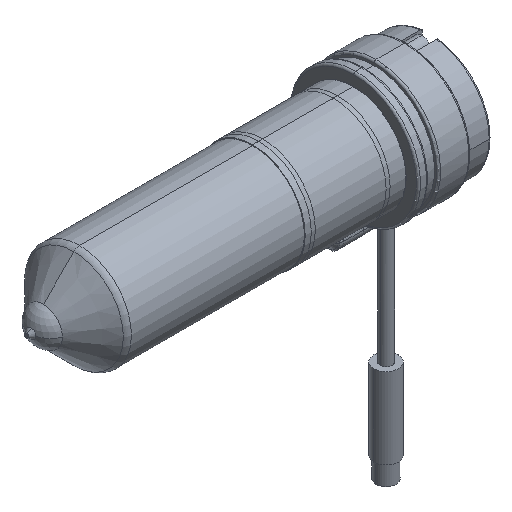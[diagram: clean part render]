
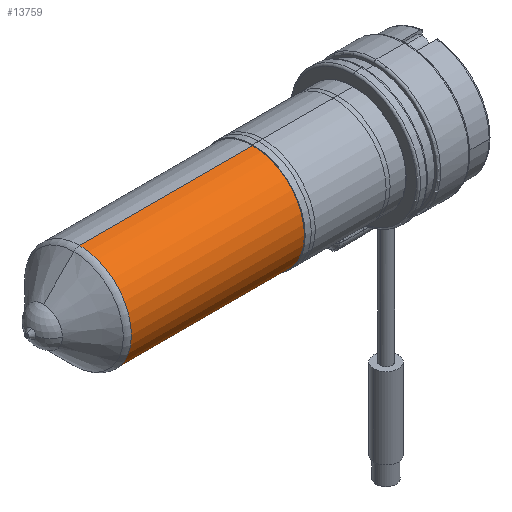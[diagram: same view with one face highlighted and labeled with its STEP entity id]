
A CAD part, isometric view. The second image highlights one B-rep face of the part: STEP entity #13759.
In plain terms, the highlighted cylindrical face has radius 12.8 mm (diameter 25.6 mm), a partial arc.
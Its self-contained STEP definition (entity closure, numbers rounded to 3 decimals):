
#624 = EDGE_CURVE ( 'NONE', #848, #3882, #6149, .T. ) ;
#848 = VERTEX_POINT ( 'NONE', #4670 ) ;
#925 = VECTOR ( 'NONE', #8606, 1000. ) ;
#1300 = CARTESIAN_POINT ( 'NONE',  ( 0., 67.8, -12.8 ) ) ;
#1469 = CARTESIAN_POINT ( 'NONE',  ( 0., 67.8, 12.8 ) ) ;
#1881 = ORIENTED_EDGE ( 'NONE', *, *, #624, .F. ) ;
#2085 = FACE_OUTER_BOUND ( 'NONE', #3730, .T. ) ;
#2102 = ORIENTED_EDGE ( 'NONE', *, *, #4096, .T. ) ;
#2164 = EDGE_CURVE ( 'NONE', #11174, #9888, #8821, .T. ) ;
#2438 = EDGE_CURVE ( 'NONE', #11174, #848, #4502, .T. ) ;
#2617 = DIRECTION ( 'NONE',  ( 0., -1., 0. ) ) ;
#2745 = CARTESIAN_POINT ( 'NONE',  ( 0., 25., -12.8 ) ) ;
#2992 = DIRECTION ( 'NONE',  ( 0., -1., 0. ) ) ;
#3224 = CARTESIAN_POINT ( 'NONE',  ( 0., 0., 12.8 ) ) ;
#3730 = EDGE_LOOP ( 'NONE', ( #10589, #9069, #2102, #1881 ) ) ;
#3882 = VERTEX_POINT ( 'NONE', #2745 ) ;
#4096 = EDGE_CURVE ( 'NONE', #9888, #3882, #5115, .T. ) ;
#4458 = AXIS2_PLACEMENT_3D ( 'NONE', #8310, #2992, #9434 ) ;
#4502 = LINE ( 'NONE', #3224, #6638 ) ;
#4670 = CARTESIAN_POINT ( 'NONE',  ( 0., 25., 12.8 ) ) ;
#4795 = DIRECTION ( 'NONE',  ( 0., -1., 0. ) ) ;
#5115 = LINE ( 'NONE', #8659, #925 ) ;
#5405 = DIRECTION ( 'NONE',  ( 0., -1., 0. ) ) ;
#5986 = CARTESIAN_POINT ( 'NONE',  ( 0., 67.8, 0. ) ) ;
#6149 = CIRCLE ( 'NONE', #9257, 12.8 ) ;
#6638 = VECTOR ( 'NONE', #5405, 1000. ) ;
#8075 = CARTESIAN_POINT ( 'NONE',  ( 0., 25., 0. ) ) ;
#8310 = CARTESIAN_POINT ( 'NONE',  ( 0., 0., 0. ) ) ;
#8441 = AXIS2_PLACEMENT_3D ( 'NONE', #5986, #4795, #9091 ) ;
#8606 = DIRECTION ( 'NONE',  ( 0., -1., 0. ) ) ;
#8659 = CARTESIAN_POINT ( 'NONE',  ( 0., 0., -12.8 ) ) ;
#8821 = CIRCLE ( 'NONE', #8441, 12.8 ) ;
#9069 = ORIENTED_EDGE ( 'NONE', *, *, #2164, .T. ) ;
#9091 = DIRECTION ( 'NONE',  ( 0., 0., -1. ) ) ;
#9257 = AXIS2_PLACEMENT_3D ( 'NONE', #8075, #2617, #10302 ) ;
#9434 = DIRECTION ( 'NONE',  ( 0., 0., -1. ) ) ;
#9888 = VERTEX_POINT ( 'NONE', #1300 ) ;
#10302 = DIRECTION ( 'NONE',  ( 0., 0., -1. ) ) ;
#10589 = ORIENTED_EDGE ( 'NONE', *, *, #2438, .F. ) ;
#11174 = VERTEX_POINT ( 'NONE', #1469 ) ;
#11466 = CYLINDRICAL_SURFACE ( 'NONE', #4458, 12.8 ) ;
#13759 = ADVANCED_FACE ( 'NONE', ( #2085 ), #11466, .T. ) ;
